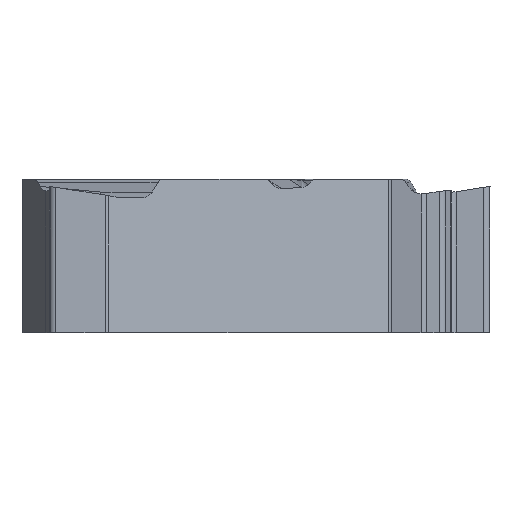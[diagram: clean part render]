
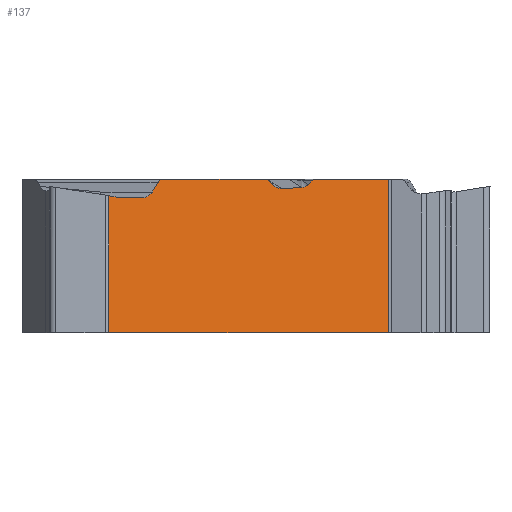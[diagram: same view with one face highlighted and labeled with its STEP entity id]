
A CAD part, front view. The second image highlights one B-rep face of the part: STEP entity #137.
In plain terms, the highlighted planar face has unit normal (0.5, -0.866, 0).
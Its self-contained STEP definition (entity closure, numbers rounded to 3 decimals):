
#137=ADVANCED_FACE('',(#300),#244,.F.);
#244=PLANE('',#2312);
#300=FACE_OUTER_BOUND('',#413,.T.);
#413=EDGE_LOOP('',(#732,#733,#734,#735,#736,#737,#738,#739,#740,#741,#742,
#743,#744,#745,#746,#747,#748,#749));
#529=CIRCLE('',#2311,0.32);
#591=ELLIPSE('',#2307,0.15,0.15);
#592=ELLIPSE('',#2308,0.167,0.15);
#593=ELLIPSE('',#2309,0.17,0.15);
#594=ELLIPSE('',#2310,0.362,0.32);
#732=ORIENTED_EDGE('',*,*,#1572,.T.);
#733=ORIENTED_EDGE('',*,*,#1573,.F.);
#734=ORIENTED_EDGE('',*,*,#1574,.T.);
#735=ORIENTED_EDGE('',*,*,#1575,.F.);
#736=ORIENTED_EDGE('',*,*,#1576,.F.);
#737=ORIENTED_EDGE('',*,*,#1577,.F.);
#738=ORIENTED_EDGE('',*,*,#1578,.F.);
#739=ORIENTED_EDGE('',*,*,#1579,.F.);
#740=ORIENTED_EDGE('',*,*,#1580,.F.);
#741=ORIENTED_EDGE('',*,*,#1581,.F.);
#742=ORIENTED_EDGE('',*,*,#1582,.F.);
#743=ORIENTED_EDGE('',*,*,#1583,.F.);
#744=ORIENTED_EDGE('',*,*,#1584,.F.);
#745=ORIENTED_EDGE('',*,*,#1585,.F.);
#746=ORIENTED_EDGE('',*,*,#1586,.T.);
#747=ORIENTED_EDGE('',*,*,#1587,.T.);
#748=ORIENTED_EDGE('',*,*,#1588,.T.);
#749=ORIENTED_EDGE('',*,*,#1589,.F.);
#1342=VERTEX_POINT('',#3798);
#1343=VERTEX_POINT('',#3799);
#1344=VERTEX_POINT('',#3801);
#1345=VERTEX_POINT('',#3803);
#1346=VERTEX_POINT('',#3805);
#1347=VERTEX_POINT('',#3807);
#1348=VERTEX_POINT('',#3809);
#1349=VERTEX_POINT('',#3823);
#1350=VERTEX_POINT('',#3825);
#1351=VERTEX_POINT('',#3839);
#1352=VERTEX_POINT('',#3841);
#1353=VERTEX_POINT('',#3843);
#1354=VERTEX_POINT('',#3845);
#1355=VERTEX_POINT('',#3847);
#1356=VERTEX_POINT('',#3849);
#1357=VERTEX_POINT('',#3851);
#1358=VERTEX_POINT('',#3853);
#1359=VERTEX_POINT('',#3855);
#1572=EDGE_CURVE('',#1342,#1343,#1858,.T.);
#1573=EDGE_CURVE('',#1344,#1343,#1859,.T.);
#1574=EDGE_CURVE('',#1344,#1345,#1860,.T.);
#1575=EDGE_CURVE('',#1346,#1345,#1861,.T.);
#1576=EDGE_CURVE('',#1347,#1346,#591,.T.);
#1577=EDGE_CURVE('',#1348,#1347,#1862,.T.);
#1578=EDGE_CURVE('',#1349,#1348,#2204,.T.);
#1579=EDGE_CURVE('',#1350,#1349,#1863,.T.);
#1580=EDGE_CURVE('',#1351,#1350,#2205,.T.);
#1581=EDGE_CURVE('',#1352,#1351,#1864,.T.);
#1582=EDGE_CURVE('',#1353,#1352,#592,.T.);
#1583=EDGE_CURVE('',#1354,#1353,#1865,.T.);
#1584=EDGE_CURVE('',#1355,#1354,#593,.T.);
#1585=EDGE_CURVE('',#1356,#1355,#1866,.T.);
#1586=EDGE_CURVE('',#1356,#1357,#594,.T.);
#1587=EDGE_CURVE('',#1357,#1358,#1867,.T.);
#1588=EDGE_CURVE('',#1358,#1359,#529,.T.);
#1589=EDGE_CURVE('',#1342,#1359,#1868,.T.);
#1858=LINE('',#3797,#2047);
#1859=LINE('',#3800,#2048);
#1860=LINE('',#3802,#2049);
#1861=LINE('',#3804,#2050);
#1862=LINE('',#3808,#2051);
#1863=LINE('',#3824,#2052);
#1864=LINE('',#3840,#2053);
#1865=LINE('',#3844,#2054);
#1866=LINE('',#3848,#2055);
#1867=LINE('',#3852,#2056);
#1868=LINE('',#3856,#2057);
#2047=VECTOR('',#2625,1.);
#2048=VECTOR('',#2626,1.);
#2049=VECTOR('',#2627,1.);
#2050=VECTOR('',#2628,1.);
#2051=VECTOR('',#2631,1.);
#2052=VECTOR('',#2632,1.);
#2053=VECTOR('',#2633,1.);
#2054=VECTOR('',#2636,1.);
#2055=VECTOR('',#2639,1.);
#2056=VECTOR('',#2642,1.);
#2057=VECTOR('',#2645,1.);
#2204=B_SPLINE_CURVE_WITH_KNOTS('',3,(#3810,#3811,#3812,#3813,#3814,#3815,
#3816,#3817,#3818,#3819,#3820,#3821,#3822),.UNSPECIFIED.,.F.,.F.,(4,3,3,
3,4),(0.,0.249,0.498,0.746,1.),
 .UNSPECIFIED.);
#2205=B_SPLINE_CURVE_WITH_KNOTS('',3,(#3826,#3827,#3828,#3829,#3830,#3831,
#3832,#3833,#3834,#3835,#3836,#3837,#3838),.UNSPECIFIED.,.F.,.F.,(4,3,3,
3,4),(0.,0.234,0.468,0.701,1.),
 .UNSPECIFIED.);
#2307=AXIS2_PLACEMENT_3D('',#3806,#2629,#2630);
#2308=AXIS2_PLACEMENT_3D('',#3842,#2634,#2635);
#2309=AXIS2_PLACEMENT_3D('',#3846,#2637,#2638);
#2310=AXIS2_PLACEMENT_3D('',#3850,#2640,#2641);
#2311=AXIS2_PLACEMENT_3D('',#3854,#2643,#2644);
#2312=AXIS2_PLACEMENT_3D('',#3857,#2646,#2647);
#2625=DIRECTION('',(0.,0.,-1.));
#2626=DIRECTION('',(-0.866,-0.5,0.));
#2627=DIRECTION('',(0.,0.,1.));
#2628=DIRECTION('',(0.866,0.5,0.));
#2629=DIRECTION('',(-0.5,0.866,0.));
#2630=DIRECTION('',(0.866,0.5,0.));
#2631=DIRECTION('',(0.658,0.38,0.651));
#2632=DIRECTION('',(0.865,0.5,0.043));
#2633=DIRECTION('',(0.686,0.396,-0.611));
#2634=DIRECTION('',(-0.5,0.866,0.));
#2635=DIRECTION('',(-0.866,-0.5,0.));
#2636=DIRECTION('',(0.866,0.5,0.));
#2637=DIRECTION('',(-0.5,0.866,0.));
#2638=DIRECTION('',(-0.866,-0.5,0.));
#2639=DIRECTION('',(0.483,0.279,0.83));
#2640=DIRECTION('',(-0.5,0.866,0.));
#2641=DIRECTION('',(0.866,0.5,0.));
#2642=DIRECTION('',(-0.866,-0.5,0.));
#2643=DIRECTION('',(-0.5,0.866,0.));
#2644=DIRECTION('',(0.,0.,-1.));
#2645=DIRECTION('',(0.853,0.492,-0.174));
#2646=DIRECTION('',(-0.5,0.866,0.));
#2647=DIRECTION('',(0.,0.,-1.));
#3797=CARTESIAN_POINT('',(-2.402,-6.886,-5.47));
#3798=CARTESIAN_POINT('',(-2.402,-6.886,-0.243));
#3799=CARTESIAN_POINT('',(-2.402,-6.886,-3.97));
#3800=CARTESIAN_POINT('',(-0.367,-5.711,-3.97));
#3801=CARTESIAN_POINT('',(5.213,-2.49,-3.97));
#3802=CARTESIAN_POINT('',(5.213,-2.49,3.2));
#3803=CARTESIAN_POINT('',(5.213,-2.49,0.2));
#3804=CARTESIAN_POINT('',(-0.367,-5.711,0.2));
#3805=CARTESIAN_POINT('',(3.222,-3.639,0.2));
#3806=CARTESIAN_POINT('',(3.222,-3.639,0.05));
#3807=CARTESIAN_POINT('',(3.137,-3.688,0.164));
#3808=CARTESIAN_POINT('',(1.047,-4.895,-1.905));
#3809=CARTESIAN_POINT('',(3.029,-3.75,0.057));
#3810=CARTESIAN_POINT('',(2.857,-3.85,-0.022));
#3811=CARTESIAN_POINT('',(2.873,-3.841,-0.021));
#3812=CARTESIAN_POINT('',(2.888,-3.832,-0.018));
#3813=CARTESIAN_POINT('',(2.904,-3.823,-0.015));
#3814=CARTESIAN_POINT('',(2.919,-3.814,-0.011));
#3815=CARTESIAN_POINT('',(2.934,-3.805,-0.006));
#3816=CARTESIAN_POINT('',(2.949,-3.797,0.001));
#3817=CARTESIAN_POINT('',(2.963,-3.789,0.008));
#3818=CARTESIAN_POINT('',(2.977,-3.78,0.016));
#3819=CARTESIAN_POINT('',(2.99,-3.773,0.025));
#3820=CARTESIAN_POINT('',(3.004,-3.765,0.034));
#3821=CARTESIAN_POINT('',(3.017,-3.757,0.045));
#3822=CARTESIAN_POINT('',(3.029,-3.75,0.057));
#3823=CARTESIAN_POINT('',(2.857,-3.85,-0.022));
#3824=CARTESIAN_POINT('',(-0.36,-5.707,-0.18));
#3825=CARTESIAN_POINT('',(2.296,-4.173,-0.049));
#3826=CARTESIAN_POINT('',(2.124,-4.273,0.013));
#3827=CARTESIAN_POINT('',(2.136,-4.266,0.002));
#3828=CARTESIAN_POINT('',(2.148,-4.259,-0.007));
#3829=CARTESIAN_POINT('',(2.161,-4.252,-0.014));
#3830=CARTESIAN_POINT('',(2.173,-4.245,-0.022));
#3831=CARTESIAN_POINT('',(2.186,-4.237,-0.029));
#3832=CARTESIAN_POINT('',(2.2,-4.229,-0.034));
#3833=CARTESIAN_POINT('',(2.214,-4.221,-0.039));
#3834=CARTESIAN_POINT('',(2.228,-4.213,-0.043));
#3835=CARTESIAN_POINT('',(2.242,-4.205,-0.046));
#3836=CARTESIAN_POINT('',(2.26,-4.195,-0.049));
#3837=CARTESIAN_POINT('',(2.278,-4.184,-0.05));
#3838=CARTESIAN_POINT('',(2.296,-4.173,-0.049));
#3839=CARTESIAN_POINT('',(2.124,-4.273,0.013));
#3840=CARTESIAN_POINT('',(4.013,-3.182,-1.67));
#3841=CARTESIAN_POINT('',(1.954,-4.371,0.164));
#3842=CARTESIAN_POINT('',(1.861,-4.425,0.05));
#3843=CARTESIAN_POINT('',(1.861,-4.425,0.2));
#3844=CARTESIAN_POINT('',(5.129,-2.538,0.2));
#3845=CARTESIAN_POINT('',(-0.933,-6.038,0.2));
#3846=CARTESIAN_POINT('',(-0.933,-6.038,0.05));
#3847=CARTESIAN_POINT('',(-1.059,-6.111,0.127));
#3848=CARTESIAN_POINT('',(0.817,-5.028,3.348));
#3849=CARTESIAN_POINT('',(-1.216,-6.202,-0.143));
#3850=CARTESIAN_POINT('',(-1.486,-6.357,0.02));
#3851=CARTESIAN_POINT('',(-1.486,-6.357,-0.3));
#3852=CARTESIAN_POINT('',(5.129,-2.538,-0.3));
#3853=CARTESIAN_POINT('',(-2.097,-6.71,-0.3));
#3854=CARTESIAN_POINT('',(-2.097,-6.71,0.02));
#3855=CARTESIAN_POINT('',(-2.145,-6.738,-0.295));
#3856=CARTESIAN_POINT('',(4.866,-2.69,-1.723));
#3857=CARTESIAN_POINT('',(-0.367,-5.711,0.));
